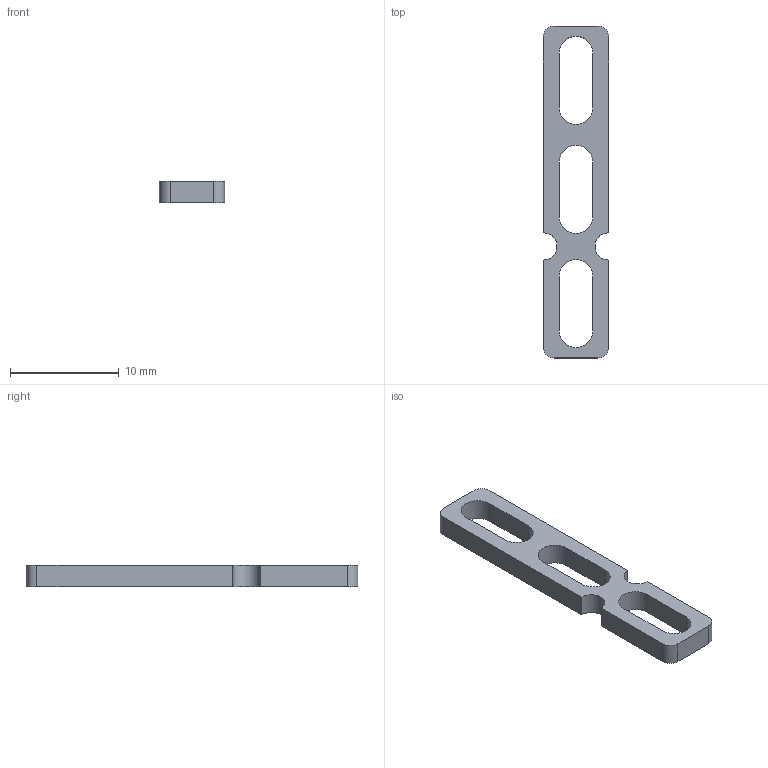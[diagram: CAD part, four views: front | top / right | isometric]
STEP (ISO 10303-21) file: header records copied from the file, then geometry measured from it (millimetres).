
FILE_DESCRIPTION (( 'STEP AP214' ), '1' );
FILE_NAME ('3-hole bracket.STEP', '2021-06-04T11:22:39', ( '' ), ( '' ), 'SwSTEP 2.0', 'SolidWorks 2016', '' );
FILE_SCHEMA (( 'AUTOMOTIVE_DESIGN' ));
Length unit declared in the file: millimetre
Products named in the file (2): 3-hole bracket
Bounding box: 6 x 30.5 x 2 mm (x, y, z)
Volume: 216.2 mm3; surface area: 482.9 mm2
Topology: 1 solids, 1 shells, 27 faces, 75 edges, 50 vertices
Faces by surface type: plane 14, cylinder 13
Entity records: 936 total; most frequent: DIRECTION 159, CARTESIAN_POINT 154, ORIENTED_EDGE 150, EDGE_CURVE 75, AXIS2_PLACEMENT_3D 55, VERTEX_POINT 50, LINE 49, VECTOR 49
